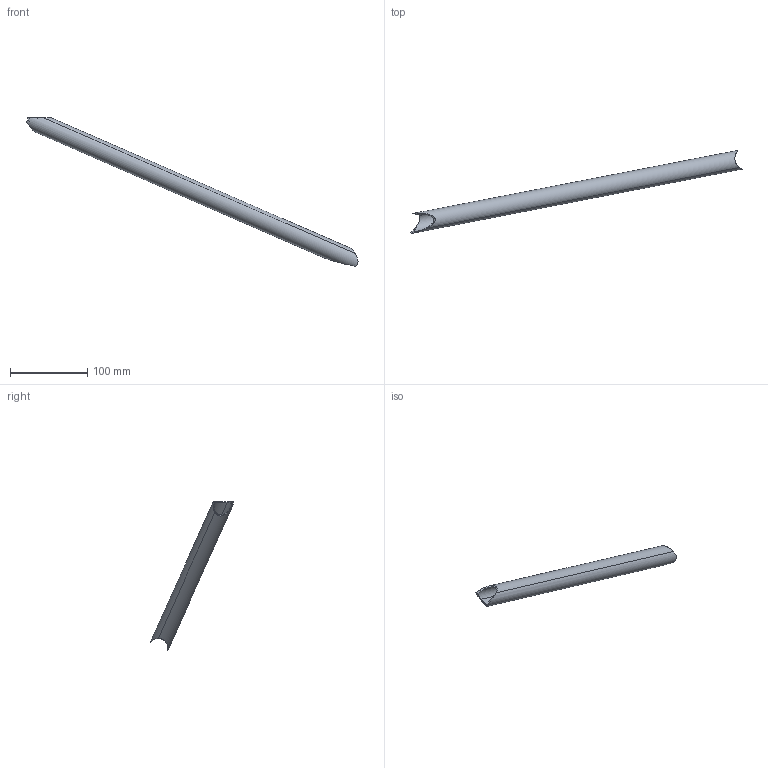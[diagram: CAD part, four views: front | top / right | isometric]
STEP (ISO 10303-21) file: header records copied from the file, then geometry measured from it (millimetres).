
FILE_DESCRIPTION(('STEP AP214'),'1');
FILE_NAME('8.stp','2018-02-08T14:33:35',(' '),(' '),'Spatial InterOp 3D',' ',' ');
FILE_SCHEMA(('automotive_design'));
Length unit declared in the file: metre
Products named in the file (1): Corps1
Bounding box: 429.26 x 107.42 x 192.69 mm (x, y, z)
Volume: 48611.4 mm3; surface area: 65366.6 mm2
Topology: 1 solids, 1 shells, 13 faces, 43 edges, 30 vertices
Faces by surface type: cylinder 13
Entity records: 1021 total; most frequent: CARTESIAN_POINT 539, ORIENTED_EDGE 86, DIRECTION 60, EDGE_CURVE 43, VERTEX_POINT 30, AXIS2_PLACEMENT_3D 25, B_SPLINE_CURVE_WITH_KNOTS 22, STYLED_ITEM 14
